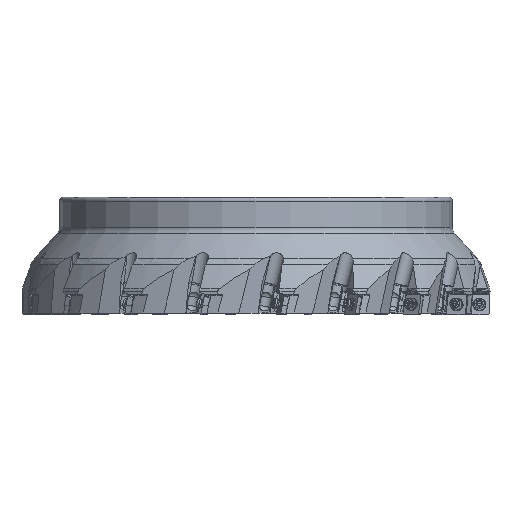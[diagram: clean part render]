
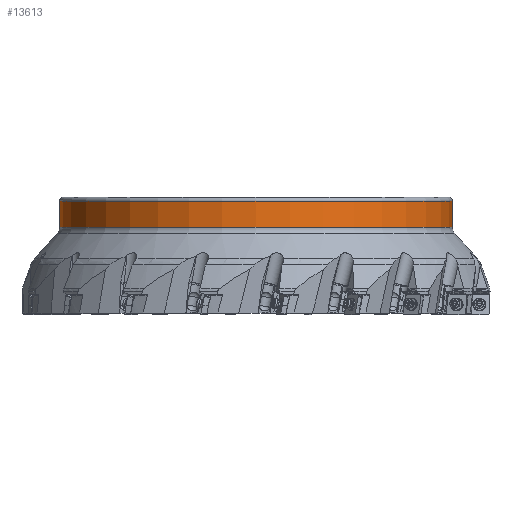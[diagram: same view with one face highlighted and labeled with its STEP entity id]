
A CAD part, front view. The second image highlights one B-rep face of the part: STEP entity #13613.
In plain terms, the highlighted cylindrical face has radius 105 mm (diameter 210 mm), a partial arc.
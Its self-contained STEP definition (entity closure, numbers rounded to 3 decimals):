
#3194=CYLINDRICAL_SURFACE('',#52318,105.);
#5028=LINE('',#86536,#8184);
#5029=LINE('',#86537,#8185);
#8184=VECTOR('',#60344,1.);
#8185=VECTOR('',#60345,1.);
#11129=FACE_OUTER_BOUND('',#17693,.T.);
#13613=ADVANCED_FACE('',(#11129),#3194,.T.);
#17693=EDGE_LOOP('',(#24862,#24863,#24864,#24865));
#24862=ORIENTED_EDGE('',*,*,#42218,.T.);
#24863=ORIENTED_EDGE('',*,*,#42222,.T.);
#24864=ORIENTED_EDGE('',*,*,#42224,.T.);
#24865=ORIENTED_EDGE('',*,*,#42223,.T.);
#36483=VERTEX_POINT('',#86526);
#36484=VERTEX_POINT('',#86528);
#36485=VERTEX_POINT('',#86534);
#36486=VERTEX_POINT('',#86535);
#42218=EDGE_CURVE('',#36484,#36483,#47342,.T.);
#42222=EDGE_CURVE('',#36483,#36486,#5028,.T.);
#42223=EDGE_CURVE('',#36485,#36484,#5029,.T.);
#42224=EDGE_CURVE('',#36486,#36485,#47346,.T.);
#47342=CIRCLE('',#52310,105.);
#47346=CIRCLE('',#52317,105.);
#52310=AXIS2_PLACEMENT_3D('',#86527,#60332,#60333);
#52317=AXIS2_PLACEMENT_3D('',#86539,#60348,#60349);
#52318=AXIS2_PLACEMENT_3D('',#86540,#60350,#60351);
#60332=DIRECTION('',(0.,0.,1.));
#60333=DIRECTION('',(-1.,0.,0.));
#60344=DIRECTION('',(0.,0.,1.));
#60345=DIRECTION('',(0.,0.,-1.));
#60348=DIRECTION('',(0.,0.,-1.));
#60349=DIRECTION('',(1.,0.,0.));
#60350=DIRECTION('',(0.,0.,-1.));
#60351=DIRECTION('',(1.,0.,0.));
#86526=CARTESIAN_POINT('',(105.,0.,-16.081));
#86527=CARTESIAN_POINT('',(0.,0.,-16.081));
#86528=CARTESIAN_POINT('',(-105.,0.,-16.081));
#86534=CARTESIAN_POINT('',(-105.,0.,-2.));
#86535=CARTESIAN_POINT('',(105.,0.,-2.));
#86536=CARTESIAN_POINT('',(105.,0.,-16.081));
#86537=CARTESIAN_POINT('',(-105.,0.,-2.));
#86539=CARTESIAN_POINT('',(0.,0.,-2.));
#86540=CARTESIAN_POINT('',(0.,0.,-1.718));
